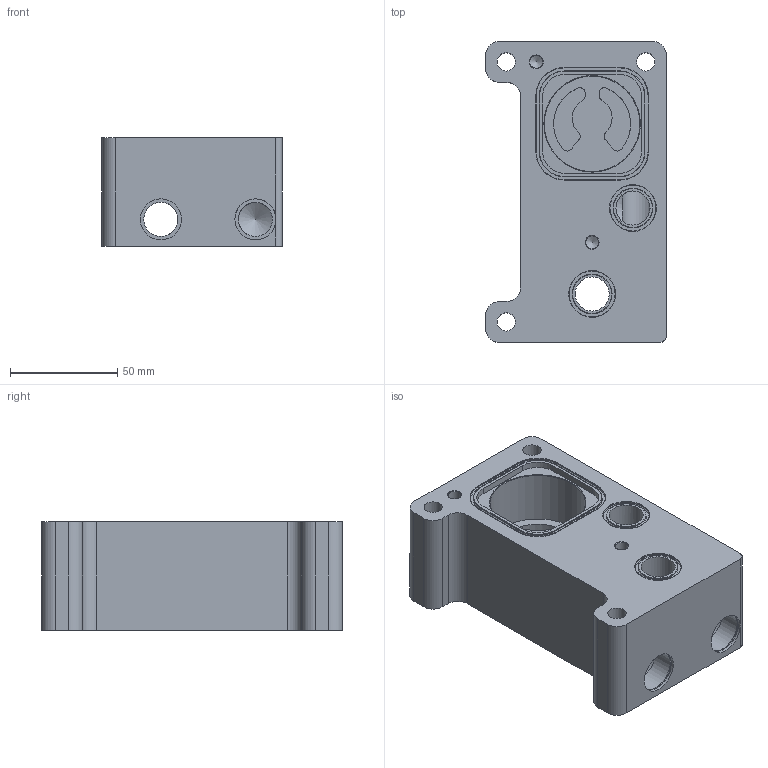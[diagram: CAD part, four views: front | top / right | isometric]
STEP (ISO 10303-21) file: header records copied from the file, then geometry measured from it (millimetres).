
FILE_DESCRIPTION(/* description */ (''),/* implementation_level */ '2;1');
FILE_NAME(/* name */ 'brian_reexport.step',/* time_stamp */ '2022-10-10T00:48:55+11:00',/* author */ (''),/* organization */ (''),/* preprocessor_version */ 'ST-DEVELOPER v19',/* originating_system */ 'Autodesk Translation Framework v11.7.0.108',/* authorisation */ '');
FILE_SCHEMA (('AUTOMOTIVE_DESIGN { 1 0 10303 214 3 1 1 }'));
Length unit declared in the file: millimetre
Products named in the file (1): (Unsaved)
Bounding box: 84 x 140 x 50.5 mm (x, y, z)
Volume: 343739.5 mm3; surface area: 74023.3 mm2
Topology: 1 solids, 1 shells, 201 faces, 442 edges, 278 vertices
Faces by surface type: cylinder 81, plane 71, torus 27, cone 22
Full cylindrical faces by diameter (mm): 5 x1, 6 x2, 8.5 x3, 14 x6, 14.72 x3, 15.875 x4, 19.1 x11, 19.76 x3, 22 x4, 44.45 x1
Entity records: 5771 total; most frequent: CARTESIAN_POINT 1083, DIRECTION 1068, ORIENTED_EDGE 876, EDGE_CURVE 438, AXIS2_PLACEMENT_3D 436, VERTEX_POINT 278, EDGE_LOOP 256, CIRCLE 234
